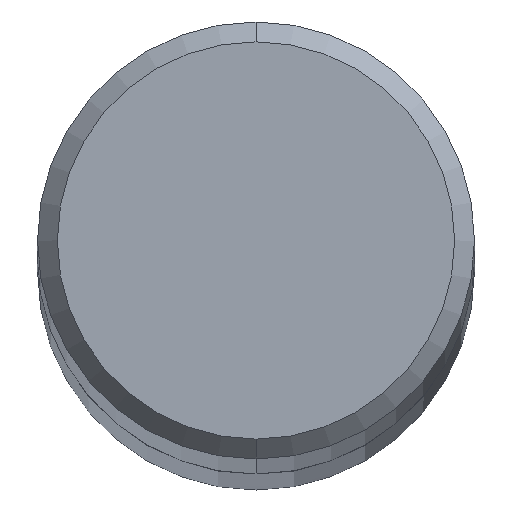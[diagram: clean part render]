
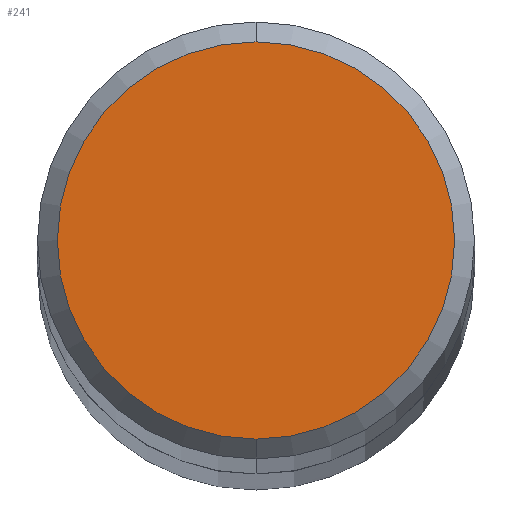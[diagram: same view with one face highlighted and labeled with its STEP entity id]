
A CAD part, top view. The second image highlights one B-rep face of the part: STEP entity #241.
In plain terms, the highlighted planar face has unit normal (0, 0, 1).
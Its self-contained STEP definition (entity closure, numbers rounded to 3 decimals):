
#203=EDGE_CURVE('',#357,#239,#485,.T.);
#239=VERTEX_POINT('',#526);
#241=ADVANCED_FACE('',(#528),#529,.T.);
#349=EDGE_CURVE('',#239,#357,#645,.T.);
#357=VERTEX_POINT('',#653);
#485=CIRCLE('',#827,1.0);
#526=CARTESIAN_POINT('',(0.0,1.0,0.0));
#528=FACE_OUTER_BOUND('',#884,.T.);
#529=PLANE('',#885);
#645=CIRCLE('',#1146,1.0);
#653=CARTESIAN_POINT('',(0.,-1.0,0.0));
#827=AXIS2_PLACEMENT_3D('',#1377,#1378,#1379);
#884=EDGE_LOOP('',(#1427,#1428));
#885=AXIS2_PLACEMENT_3D('',#1429,#1430,#1431);
#1146=AXIS2_PLACEMENT_3D('',#1547,#1548,#1549);
#1377=CARTESIAN_POINT('',(0.0,0.0,0.0));
#1378=DIRECTION('',(0.0,0.0,-1.0));
#1379=DIRECTION('',(0.0,1.0,0.0));
#1427=ORIENTED_EDGE('',*,*,#349,.F.);
#1428=ORIENTED_EDGE('',*,*,#203,.F.);
#1429=CARTESIAN_POINT('',(0.0,0.5,0.0));
#1430=DIRECTION('',(-0.0,0.0,1.0));
#1431=DIRECTION('',(0.0,-1.0,0.0));
#1547=CARTESIAN_POINT('',(0.0,0.0,0.0));
#1548=DIRECTION('',(0.0,0.0,-1.0));
#1549=DIRECTION('',(0.0,1.0,0.0));
